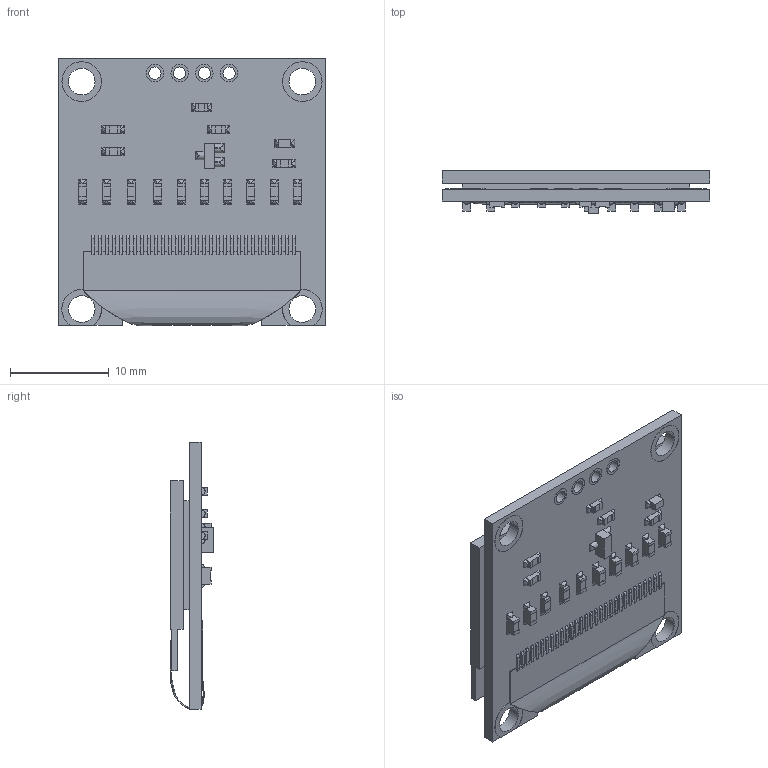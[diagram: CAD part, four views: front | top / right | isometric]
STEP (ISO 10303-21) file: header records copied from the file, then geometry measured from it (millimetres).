
FILE_DESCRIPTION((''),'2;1');
FILE_NAME('OLED_096_GM009605','2019-03-27T15:10:07',('Davor'),(''),'CREO PARAMETRIC BY PTC INC, 2019000','CREO PARAMETRIC BY PTC INC, 2019000','');
FILE_SCHEMA(('AUTOMOTIVE_DESIGN { 1 0 10303 214 1 1 1 1 }'));
Length unit declared in the file: millimetre
Products named in the file (1): OLED_096_GM009605
Bounding box: 27 x 4.35 x 27.02 mm (x, y, z)
Volume: 1598.4 mm3; surface area: 2792.9 mm2
Topology: 1 solids, 2 shells, 562 faces, 1520 edges, 991 vertices
Faces by surface type: plane 378, cylinder 180, bspline 4
Entity records: 25719 total; most frequent: CARTESIAN_POINT 4490, ORIENTED_EDGE 3036, DIRECTION 2796, PRESENTATION_STYLE_ASSIGNMENT 1702, STYLED_ITEM 1546, CURVE_STYLE 1520, EDGE_CURVE 1520, VECTOR 1219
